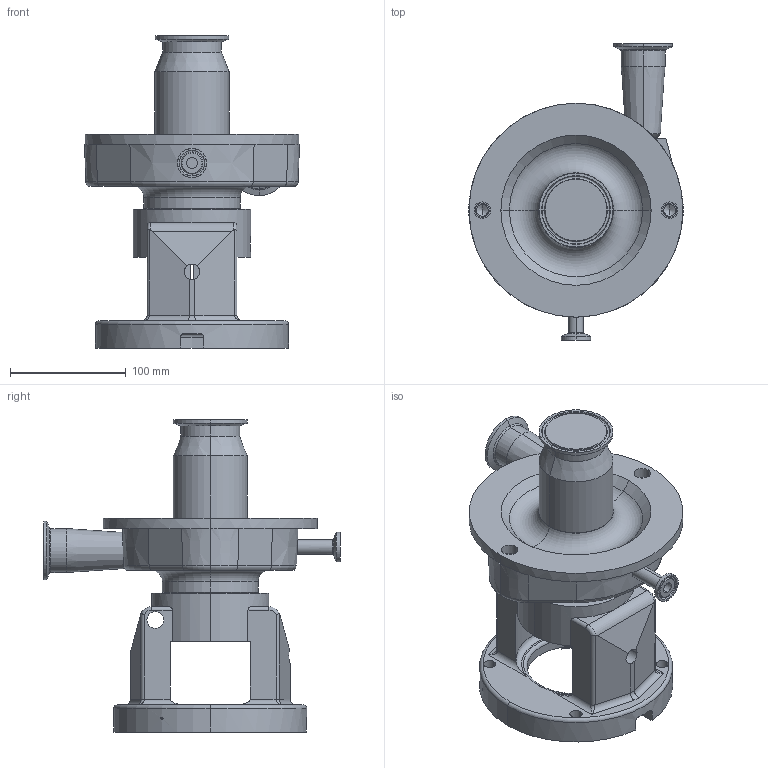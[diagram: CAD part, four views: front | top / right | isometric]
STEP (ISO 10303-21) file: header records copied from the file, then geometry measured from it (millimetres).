
FILE_DESCRIPTION (( 'STEP AP214' ), '1' );
FILE_NAME ('FPX 711-712 56-140TC VERT 1-2 In STRAIGHT DRAIN.STEP', '2022-12-16T20:17:24', ( '' ), ( '' ), 'SwSTEP 2.0', 'SolidWorks 2021', '' );
FILE_SCHEMA (( 'AUTOMOTIVE_DESIGN' ));
Length unit declared in the file: millimetre
Products named in the file (2): FPX 711-712 56-140TC VERT 1-2 In STRAIGHT DRAIN; FPX 710 140TC  VERT 1-2 In STRAIGHT DRAIN^1275000074.STEP
Assembly tree (1 placements, depth 2):
  FPX 711-712 56-140TC VERT 1-2 In STRAIGHT DRAIN
    FPX 710 140TC  VERT 1-2 In STRAIGHT DRAIN^1275000074.STEP
Bounding box: 185.83 x 256.5 x 270 mm (x, y, z)
Volume: 2024952.8 mm3; surface area: 265389.1 mm2
Topology: 1 solids, 2 shells, 352 faces, 858 edges, 512 vertices
Faces by surface type: cylinder 146, torus 75, plane 71, cone 52, bspline 8
Entity records: 15793 total; most frequent: CARTESIAN_POINT 7365, DIRECTION 1896, ORIENTED_EDGE 1692, EDGE_CURVE 846, AXIS2_PLACEMENT_3D 787, VERTEX_POINT 512, CIRCLE 439, EDGE_LOOP 390
